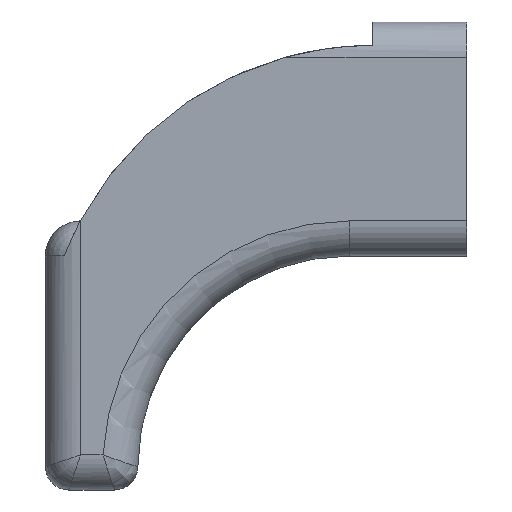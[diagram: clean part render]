
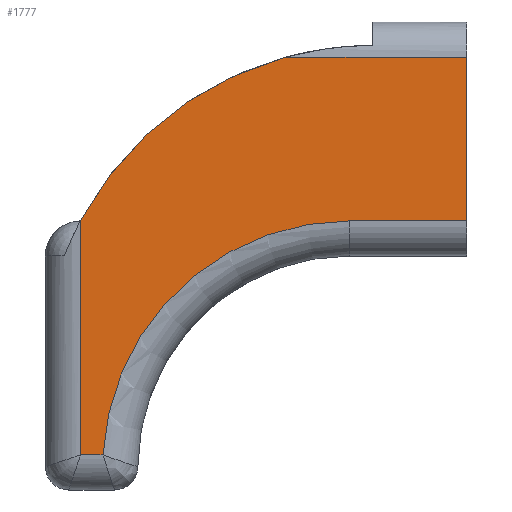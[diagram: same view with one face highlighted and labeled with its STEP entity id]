
A CAD part, left-side view. The second image highlights one B-rep face of the part: STEP entity #1777.
In plain terms, the highlighted planar face has unit normal (-1, 0, 0).
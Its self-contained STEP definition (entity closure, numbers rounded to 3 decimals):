
#12 = CARTESIAN_POINT ( 'NONE',  ( -57.5, 0., -17. ) ) ;
#56 = CARTESIAN_POINT ( 'NONE',  ( -57.5, 8., -37. ) ) ;
#57 = EDGE_CURVE ( 'NONE', #2277, #1458, #1716, .T. ) ;
#89 = EDGE_CURVE ( 'NONE', #2217, #1908, #2391, .T. ) ;
#101 = DIRECTION ( 'NONE',  ( 0., -1., 0. ) ) ;
#153 = EDGE_CURVE ( 'NONE', #1717, #2018, #226, .T. ) ;
#179 = AXIS2_PLACEMENT_3D ( 'NONE', #386, #2736, #1233 ) ;
#211 = CIRCLE ( 'NONE', #1278, 21.1 ) ;
#226 = LINE ( 'NONE', #1907, #1970 ) ;
#346 = VECTOR ( 'NONE', #1910, 1000. ) ;
#386 = CARTESIAN_POINT ( 'NONE',  ( -57.5, 8., -30.333 ) ) ;
#405 = VECTOR ( 'NONE', #2120, 1000. ) ;
#536 = EDGE_LOOP ( 'NONE', ( #794, #1401, #791, #1346, #2686, #1139, #1342 ) ) ;
#573 = EDGE_CURVE ( 'NONE', #1717, #1908, #2594, .T. ) ;
#599 = VECTOR ( 'NONE', #101, 1000. ) ;
#645 = DIRECTION ( 'NONE',  ( 0., 0., -1. ) ) ;
#698 = EDGE_CURVE ( 'NONE', #1137, #2217, #211, .T. ) ;
#791 = ORIENTED_EDGE ( 'NONE', *, *, #1887, .F. ) ;
#794 = ORIENTED_EDGE ( 'NONE', *, *, #573, .F. ) ;
#825 = CARTESIAN_POINT ( 'NONE',  ( -57.5, 33., -37. ) ) ;
#851 = CARTESIAN_POINT ( 'NONE',  ( -57.5, 0., 0. ) ) ;
#878 = CARTESIAN_POINT ( 'NONE',  ( -57.5, 31.071, -37. ) ) ;
#1128 = CARTESIAN_POINT ( 'NONE',  ( -57.5, 15.461, -3. ) ) ;
#1137 = VERTEX_POINT ( 'NONE', #878 ) ;
#1139 = ORIENTED_EDGE ( 'NONE', *, *, #698, .T. ) ;
#1210 = EDGE_CURVE ( 'NONE', #1458, #1137, #1560, .T. ) ;
#1219 = CARTESIAN_POINT ( 'NONE',  ( -57.5, 33., -17. ) ) ;
#1233 = DIRECTION ( 'NONE',  ( 0., 0., -1. ) ) ;
#1249 = CIRCLE ( 'NONE', #179, 28.333 ) ;
#1278 = AXIS2_PLACEMENT_3D ( 'NONE', #1554, #1347, #1946 ) ;
#1299 = DIRECTION ( 'NONE',  ( 0., 0., -1. ) ) ;
#1342 = ORIENTED_EDGE ( 'NONE', *, *, #89, .T. ) ;
#1346 = ORIENTED_EDGE ( 'NONE', *, *, #57, .T. ) ;
#1347 = DIRECTION ( 'NONE',  ( 1., 0., 0. ) ) ;
#1401 = ORIENTED_EDGE ( 'NONE', *, *, #153, .T. ) ;
#1458 = VERTEX_POINT ( 'NONE', #825 ) ;
#1554 = CARTESIAN_POINT ( 'NONE',  ( -57.5, 10., -38.1 ) ) ;
#1560 = LINE ( 'NONE', #56, #599 ) ;
#1569 = VECTOR ( 'NONE', #1299, 1000. ) ;
#1663 = PLANE ( 'NONE',  #1840 ) ;
#1685 = CARTESIAN_POINT ( 'NONE',  ( -57.5, 8., -17. ) ) ;
#1706 = CARTESIAN_POINT ( 'NONE',  ( -57.5, 0., -3. ) ) ;
#1716 = LINE ( 'NONE', #2607, #1569 ) ;
#1717 = VERTEX_POINT ( 'NONE', #1706 ) ;
#1777 = ADVANCED_FACE ( 'NONE', ( #1911 ), #1663, .F. ) ;
#1840 = AXIS2_PLACEMENT_3D ( 'NONE', #2329, #2096, #645 ) ;
#1887 = EDGE_CURVE ( 'NONE', #2277, #2018, #1249, .T. ) ;
#1907 = CARTESIAN_POINT ( 'NONE',  ( -57.5, 8., -3. ) ) ;
#1908 = VERTEX_POINT ( 'NONE', #12 ) ;
#1910 = DIRECTION ( 'NONE',  ( 0., 0., -1. ) ) ;
#1911 = FACE_OUTER_BOUND ( 'NONE', #536, .T. ) ;
#1946 = DIRECTION ( 'NONE',  ( 0., 0., -1. ) ) ;
#1970 = VECTOR ( 'NONE', #2300, 1000. ) ;
#2018 = VERTEX_POINT ( 'NONE', #1128 ) ;
#2096 = DIRECTION ( 'NONE',  ( 1., 0., 0. ) ) ;
#2120 = DIRECTION ( 'NONE',  ( 0., -1., 0. ) ) ;
#2217 = VERTEX_POINT ( 'NONE', #2284 ) ;
#2277 = VERTEX_POINT ( 'NONE', #1219 ) ;
#2284 = CARTESIAN_POINT ( 'NONE',  ( -57.5, 10., -17. ) ) ;
#2300 = DIRECTION ( 'NONE',  ( 0., 1., 0. ) ) ;
#2329 = CARTESIAN_POINT ( 'NONE',  ( -57.5, 8., -30.333 ) ) ;
#2391 = LINE ( 'NONE', #1685, #405 ) ;
#2594 = LINE ( 'NONE', #851, #346 ) ;
#2607 = CARTESIAN_POINT ( 'NONE',  ( -57.5, 33., -30.333 ) ) ;
#2686 = ORIENTED_EDGE ( 'NONE', *, *, #1210, .T. ) ;
#2736 = DIRECTION ( 'NONE',  ( 1., 0., 0. ) ) ;
